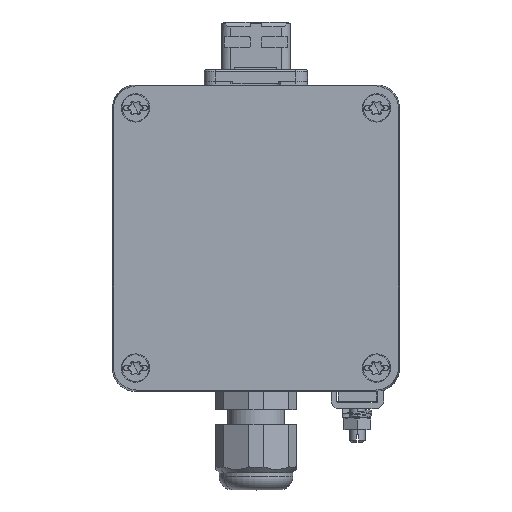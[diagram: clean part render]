
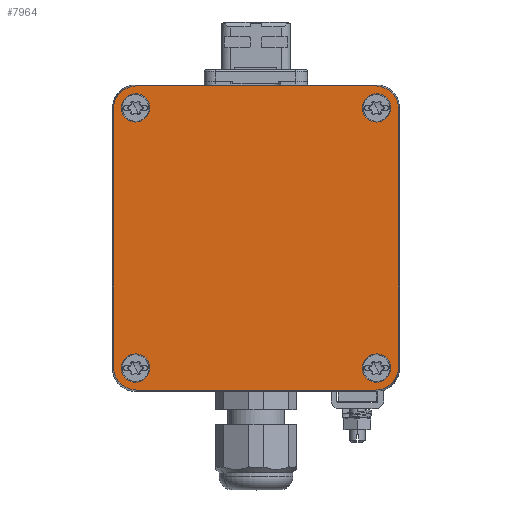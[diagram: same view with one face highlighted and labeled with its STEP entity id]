
A CAD part, top view. The second image highlights one B-rep face of the part: STEP entity #7964.
In plain terms, the highlighted planar face has unit normal (0, 0, 1).
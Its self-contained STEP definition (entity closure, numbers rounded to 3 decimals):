
#7880=AXIS2_PLACEMENT_3D('Plane Axis2P3D',#7877,#7878,#7879) ;
#7894=AXIS2_PLACEMENT_3D('Circle Axis2P3D',#7892,#7893,$) ;
#7903=AXIS2_PLACEMENT_3D('Circle Axis2P3D',#7901,#7902,$) ;
#7912=AXIS2_PLACEMENT_3D('Circle Axis2P3D',#7910,#7911,$) ;
#7921=AXIS2_PLACEMENT_3D('Circle Axis2P3D',#7919,#7920,$) ;
#7930=AXIS2_PLACEMENT_3D('Circle Axis2P3D',#7928,#7929,$) ;
#7939=AXIS2_PLACEMENT_3D('Circle Axis2P3D',#7937,#7938,$) ;
#7948=AXIS2_PLACEMENT_3D('Circle Axis2P3D',#7946,#7947,$) ;
#7957=AXIS2_PLACEMENT_3D('Circle Axis2P3D',#7955,#7956,$) ;
#7615=CARTESIAN_POINT('Control Point',(0.262,99.539,57.)) ;
#7616=CARTESIAN_POINT('Control Point',(0.262,101.424,57.)) ;
#7617=CARTESIAN_POINT('Control Point',(1.,103.31,57.)) ;
#7618=CARTESIAN_POINT('Control Point',(2.49,104.8,57.)) ;
#7619=CARTESIAN_POINT('Control Point',(4.376,105.538,57.)) ;
#7620=CARTESIAN_POINT('Control Point',(6.261,105.538,57.)) ;
#7621=CARTESIAN_POINT('Vertex',(0.262,99.539,57.)) ;
#7623=CARTESIAN_POINT('Vertex',(6.261,105.538,57.)) ;
#7667=CARTESIAN_POINT('Line Origine',(37.5,105.538,57.)) ;
#7671=CARTESIAN_POINT('Vertex',(68.739,105.538,57.)) ;
#7701=CARTESIAN_POINT('Control Point',(74.738,99.539,57.)) ;
#7702=CARTESIAN_POINT('Control Point',(74.738,101.424,57.)) ;
#7703=CARTESIAN_POINT('Control Point',(74.,103.31,57.)) ;
#7704=CARTESIAN_POINT('Control Point',(72.51,104.8,57.)) ;
#7705=CARTESIAN_POINT('Control Point',(70.624,105.538,57.)) ;
#7706=CARTESIAN_POINT('Control Point',(68.739,105.538,57.)) ;
#7707=CARTESIAN_POINT('Vertex',(74.738,99.539,57.)) ;
#7734=CARTESIAN_POINT('Line Origine',(74.738,65.8,57.)) ;
#7738=CARTESIAN_POINT('Vertex',(74.738,32.061,57.)) ;
#7768=CARTESIAN_POINT('Control Point',(68.739,26.062,57.)) ;
#7769=CARTESIAN_POINT('Control Point',(70.624,26.062,57.)) ;
#7770=CARTESIAN_POINT('Control Point',(72.51,26.8,57.)) ;
#7771=CARTESIAN_POINT('Control Point',(74.,28.29,57.)) ;
#7772=CARTESIAN_POINT('Control Point',(74.738,30.176,57.)) ;
#7773=CARTESIAN_POINT('Control Point',(74.738,32.061,57.)) ;
#7774=CARTESIAN_POINT('Vertex',(68.739,26.062,57.)) ;
#7794=CARTESIAN_POINT('Line Origine',(0.262,65.8,57.)) ;
#7798=CARTESIAN_POINT('Vertex',(0.262,32.061,57.)) ;
#7831=CARTESIAN_POINT('Line Origine',(37.5,26.062,57.)) ;
#7835=CARTESIAN_POINT('Vertex',(6.261,26.062,57.)) ;
#7863=CARTESIAN_POINT('Control Point',(0.262,32.061,57.)) ;
#7864=CARTESIAN_POINT('Control Point',(0.262,30.176,57.)) ;
#7865=CARTESIAN_POINT('Control Point',(1.,28.29,57.)) ;
#7866=CARTESIAN_POINT('Control Point',(2.49,26.8,57.)) ;
#7867=CARTESIAN_POINT('Control Point',(4.376,26.062,57.)) ;
#7868=CARTESIAN_POINT('Control Point',(6.261,26.062,57.)) ;
#7877=CARTESIAN_POINT('Axis2P3D Location',(37.5,65.8,57.)) ;
#7892=CARTESIAN_POINT('Axis2P3D Location',(69.,31.8,57.)) ;
#7896=CARTESIAN_POINT('Vertex',(67.226,28.553,57.)) ;
#7898=CARTESIAN_POINT('Vertex',(70.774,35.047,57.)) ;
#7901=CARTESIAN_POINT('Axis2P3D Location',(69.,31.8,57.)) ;
#7910=CARTESIAN_POINT('Axis2P3D Location',(6.,31.8,57.)) ;
#7914=CARTESIAN_POINT('Vertex',(7.774,35.047,57.)) ;
#7916=CARTESIAN_POINT('Vertex',(4.226,28.553,57.)) ;
#7919=CARTESIAN_POINT('Axis2P3D Location',(6.,31.8,57.)) ;
#7928=CARTESIAN_POINT('Axis2P3D Location',(69.,99.8,57.)) ;
#7932=CARTESIAN_POINT('Vertex',(70.774,103.047,57.)) ;
#7934=CARTESIAN_POINT('Vertex',(67.226,96.553,57.)) ;
#7937=CARTESIAN_POINT('Axis2P3D Location',(69.,99.8,57.)) ;
#7946=CARTESIAN_POINT('Axis2P3D Location',(6.,99.8,57.)) ;
#7950=CARTESIAN_POINT('Vertex',(7.774,103.047,57.)) ;
#7952=CARTESIAN_POINT('Vertex',(4.226,96.553,57.)) ;
#7955=CARTESIAN_POINT('Axis2P3D Location',(6.,99.8,57.)) ;
#7668=DIRECTION('Vector Direction',(1.,0.,0.)) ;
#7735=DIRECTION('Vector Direction',(0.,-1.,0.)) ;
#7795=DIRECTION('Vector Direction',(0.,1.,0.)) ;
#7832=DIRECTION('Vector Direction',(-1.,0.,0.)) ;
#7878=DIRECTION('Axis2P3D Direction',(0.,0.,1.)) ;
#7879=DIRECTION('Axis2P3D XDirection',(1.,0.,0.)) ;
#7893=DIRECTION('Axis2P3D Direction',(0.,0.,1.)) ;
#7902=DIRECTION('Axis2P3D Direction',(0.,0.,1.)) ;
#7911=DIRECTION('Axis2P3D Direction',(0.,0.,1.)) ;
#7920=DIRECTION('Axis2P3D Direction',(0.,0.,1.)) ;
#7929=DIRECTION('Axis2P3D Direction',(0.,0.,1.)) ;
#7938=DIRECTION('Axis2P3D Direction',(0.,0.,1.)) ;
#7947=DIRECTION('Axis2P3D Direction',(0.,0.,1.)) ;
#7956=DIRECTION('Axis2P3D Direction',(0.,0.,1.)) ;
#7669=VECTOR('Line Direction',#7668,1.) ;
#7736=VECTOR('Line Direction',#7735,1.) ;
#7796=VECTOR('Line Direction',#7795,1.) ;
#7833=VECTOR('Line Direction',#7832,1.) ;
#7883=ORIENTED_EDGE('',*,*,#7837,.T.) ;
#7884=ORIENTED_EDGE('',*,*,#7776,.F.) ;
#7885=ORIENTED_EDGE('',*,*,#7740,.T.) ;
#7886=ORIENTED_EDGE('',*,*,#7709,.F.) ;
#7887=ORIENTED_EDGE('',*,*,#7673,.T.) ;
#7888=ORIENTED_EDGE('',*,*,#7625,.F.) ;
#7889=ORIENTED_EDGE('',*,*,#7800,.T.) ;
#7890=ORIENTED_EDGE('',*,*,#7869,.F.) ;
#7907=ORIENTED_EDGE('',*,*,#7900,.T.) ;
#7908=ORIENTED_EDGE('',*,*,#7905,.T.) ;
#7925=ORIENTED_EDGE('',*,*,#7918,.T.) ;
#7926=ORIENTED_EDGE('',*,*,#7923,.T.) ;
#7943=ORIENTED_EDGE('',*,*,#7936,.T.) ;
#7944=ORIENTED_EDGE('',*,*,#7941,.T.) ;
#7961=ORIENTED_EDGE('',*,*,#7954,.T.) ;
#7962=ORIENTED_EDGE('',*,*,#7959,.T.) ;
#7909=FACE_BOUND('',#7906,.T.) ;
#7927=FACE_BOUND('',#7924,.T.) ;
#7945=FACE_BOUND('',#7942,.T.) ;
#7963=FACE_BOUND('',#7960,.T.) ;
#7964=ADVANCED_FACE('Hauptkoerper',(#7891,#7909,#7927,#7945,#7963),#7881,.T.) ;
#7614=B_SPLINE_CURVE_WITH_KNOTS('',5,(#7615,#7616,#7617,#7618,#7619,#7620),.UNSPECIFIED.,.F.,.U.,(6,6),(0.,13.327),.UNSPECIFIED.) ;
#7700=B_SPLINE_CURVE_WITH_KNOTS('',5,(#7701,#7702,#7703,#7704,#7705,#7706),.UNSPECIFIED.,.F.,.U.,(6,6),(0.,13.327),.UNSPECIFIED.) ;
#7767=B_SPLINE_CURVE_WITH_KNOTS('',5,(#7768,#7769,#7770,#7771,#7772,#7773),.UNSPECIFIED.,.F.,.U.,(6,6),(0.,13.327),.UNSPECIFIED.) ;
#7862=B_SPLINE_CURVE_WITH_KNOTS('',5,(#7863,#7864,#7865,#7866,#7867,#7868),.UNSPECIFIED.,.F.,.U.,(6,6),(0.,13.327),.UNSPECIFIED.) ;
#7895=CIRCLE('generated circle',#7894,3.7) ;
#7904=CIRCLE('generated circle',#7903,3.7) ;
#7913=CIRCLE('generated circle',#7912,3.7) ;
#7922=CIRCLE('generated circle',#7921,3.7) ;
#7931=CIRCLE('generated circle',#7930,3.7) ;
#7940=CIRCLE('generated circle',#7939,3.7) ;
#7949=CIRCLE('generated circle',#7948,3.7) ;
#7958=CIRCLE('generated circle',#7957,3.7) ;
#7625=EDGE_CURVE('',#7622,#7624,#7614,.T.) ;
#7673=EDGE_CURVE('',#7672,#7624,#7670,.F.) ;
#7709=EDGE_CURVE('',#7672,#7708,#7700,.F.) ;
#7740=EDGE_CURVE('',#7739,#7708,#7737,.F.) ;
#7776=EDGE_CURVE('',#7739,#7775,#7767,.F.) ;
#7800=EDGE_CURVE('',#7622,#7799,#7797,.F.) ;
#7837=EDGE_CURVE('',#7836,#7775,#7834,.F.) ;
#7869=EDGE_CURVE('',#7836,#7799,#7862,.F.) ;
#7900=EDGE_CURVE('',#7897,#7899,#7895,.F.) ;
#7905=EDGE_CURVE('',#7899,#7897,#7904,.F.) ;
#7918=EDGE_CURVE('',#7915,#7917,#7913,.F.) ;
#7923=EDGE_CURVE('',#7917,#7915,#7922,.F.) ;
#7936=EDGE_CURVE('',#7933,#7935,#7931,.F.) ;
#7941=EDGE_CURVE('',#7935,#7933,#7940,.F.) ;
#7954=EDGE_CURVE('',#7951,#7953,#7949,.F.) ;
#7959=EDGE_CURVE('',#7953,#7951,#7958,.F.) ;
#7882=EDGE_LOOP('',(#7883,#7884,#7885,#7886,#7887,#7888,#7889,#7890)) ;
#7906=EDGE_LOOP('',(#7907,#7908)) ;
#7924=EDGE_LOOP('',(#7925,#7926)) ;
#7942=EDGE_LOOP('',(#7943,#7944)) ;
#7960=EDGE_LOOP('',(#7961,#7962)) ;
#7891=FACE_OUTER_BOUND('',#7882,.T.) ;
#7670=LINE('Line',#7667,#7669) ;
#7737=LINE('Line',#7734,#7736) ;
#7797=LINE('Line',#7794,#7796) ;
#7834=LINE('Line',#7831,#7833) ;
#7881=PLANE('',#7880) ;
#7622=VERTEX_POINT('',#7621) ;
#7624=VERTEX_POINT('',#7623) ;
#7672=VERTEX_POINT('',#7671) ;
#7708=VERTEX_POINT('',#7707) ;
#7739=VERTEX_POINT('',#7738) ;
#7775=VERTEX_POINT('',#7774) ;
#7799=VERTEX_POINT('',#7798) ;
#7836=VERTEX_POINT('',#7835) ;
#7897=VERTEX_POINT('',#7896) ;
#7899=VERTEX_POINT('',#7898) ;
#7915=VERTEX_POINT('',#7914) ;
#7917=VERTEX_POINT('',#7916) ;
#7933=VERTEX_POINT('',#7932) ;
#7935=VERTEX_POINT('',#7934) ;
#7951=VERTEX_POINT('',#7950) ;
#7953=VERTEX_POINT('',#7952) ;
